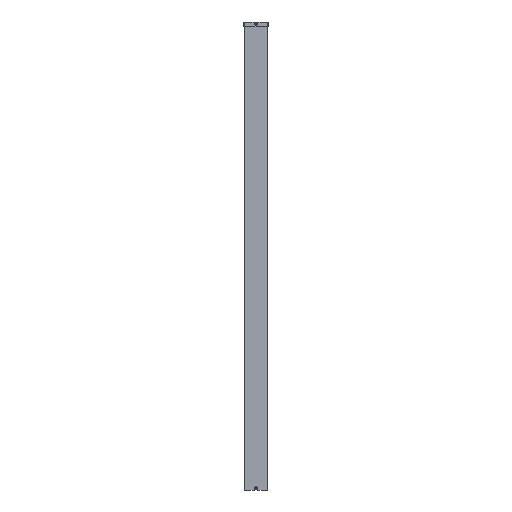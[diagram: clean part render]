
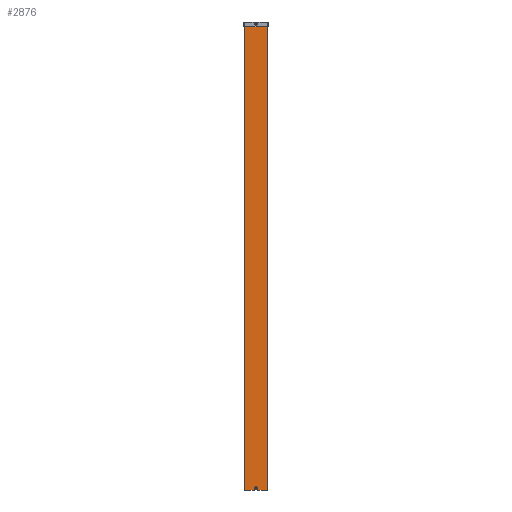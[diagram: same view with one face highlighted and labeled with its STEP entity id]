
A CAD part, front view. The second image highlights one B-rep face of the part: STEP entity #2876.
In plain terms, the highlighted planar face has unit normal (0, -1, 0).
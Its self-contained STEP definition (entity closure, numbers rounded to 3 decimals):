
#13 = ORIENTED_EDGE ( 'NONE', *, *, #7869, .F. ) ;
#49 = DIRECTION ( 'NONE',  ( -1., 0., 0. ) ) ;
#74 = CARTESIAN_POINT ( 'NONE',  ( 0., 0., -2955. ) ) ;
#103 = DIRECTION ( 'NONE',  ( 1., 0., 0. ) ) ;
#154 = DIRECTION ( 'NONE',  ( 0., 1., 0. ) ) ;
#204 = EDGE_CURVE ( 'NONE', #3237, #6564, #5386, .T. ) ;
#243 = AXIS2_PLACEMENT_3D ( 'NONE', #74, #154, #49 ) ;
#416 = DIRECTION ( 'NONE',  ( 0., 0., 1. ) ) ;
#510 = VECTOR ( 'NONE', #103, 1000. ) ;
#513 = EDGE_CURVE ( 'NONE', #6491, #4812, #2179, .T. ) ;
#542 = DIRECTION ( 'NONE',  ( 0.707, 0., 0.707 ) ) ;
#565 = AXIS2_PLACEMENT_3D ( 'NONE', #7204, #3503, #7818 ) ;
#589 = DIRECTION ( 'NONE',  ( 1., 0., 0. ) ) ;
#616 = ORIENTED_EDGE ( 'NONE', *, *, #5900, .T. ) ;
#637 = CARTESIAN_POINT ( 'NONE',  ( -74., 0., 0. ) ) ;
#785 = VERTEX_POINT ( 'NONE', #5753 ) ;
#794 = VECTOR ( 'NONE', #5677, 1000. ) ;
#888 = EDGE_CURVE ( 'NONE', #1980, #1306, #7382, .T. ) ;
#904 = AXIS2_PLACEMENT_3D ( 'NONE', #3228, #4631, #922 ) ;
#920 = DIRECTION ( 'NONE',  ( 1., 0., 0. ) ) ;
#922 = DIRECTION ( 'NONE',  ( 1., 0., 0. ) ) ;
#938 = CARTESIAN_POINT ( 'NONE',  ( -75., 0., -2968.5 ) ) ;
#1053 = EDGE_CURVE ( 'NONE', #2240, #785, #1479, .T. ) ;
#1080 = CARTESIAN_POINT ( 'NONE',  ( -74., 0., -2969. ) ) ;
#1131 = ORIENTED_EDGE ( 'NONE', *, *, #204, .T. ) ;
#1167 = VECTOR ( 'NONE', #589, 1000. ) ;
#1223 = CARTESIAN_POINT ( 'NONE',  ( -75., 0., -2969. ) ) ;
#1306 = VERTEX_POINT ( 'NONE', #7423 ) ;
#1433 = ORIENTED_EDGE ( 'NONE', *, *, #888, .T. ) ;
#1460 = CIRCLE ( 'NONE', #6176, 7.3 ) ;
#1479 = CIRCLE ( 'NONE', #243, 7.3 ) ;
#1629 = LINE ( 'NONE', #4900, #4924 ) ;
#1689 = CARTESIAN_POINT ( 'NONE',  ( 10.854, 0., -2968.646 ) ) ;
#1733 = EDGE_LOOP ( 'NONE', ( #2057, #616 ) ) ;
#1761 = CARTESIAN_POINT ( 'NONE',  ( 0., 0., -2955. ) ) ;
#1980 = VERTEX_POINT ( 'NONE', #1689 ) ;
#2057 = ORIENTED_EDGE ( 'NONE', *, *, #1053, .T. ) ;
#2067 = EDGE_CURVE ( 'NONE', #5344, #6491, #6494, .T. ) ;
#2154 = VERTEX_POINT ( 'NONE', #2347 ) ;
#2179 = LINE ( 'NONE', #7779, #510 ) ;
#2181 = ORIENTED_EDGE ( 'NONE', *, *, #3905, .T. ) ;
#2240 = VERTEX_POINT ( 'NONE', #6613 ) ;
#2264 = CIRCLE ( 'NONE', #2489, 0.5 ) ;
#2278 = DIRECTION ( 'NONE',  ( 0., 1., 0. ) ) ;
#2314 = EDGE_LOOP ( 'NONE', ( #1433, #4001, #2181, #4757, #13, #5609, #3367, #6531, #1131, #6937, #4557, #3867, #2502 ) ) ;
#2347 = CARTESIAN_POINT ( 'NONE',  ( 11.414, 0., -2969. ) ) ;
#2350 = VERTEX_POINT ( 'NONE', #4696 ) ;
#2391 = DIRECTION ( 'NONE',  ( -1., 0., 0. ) ) ;
#2401 = CARTESIAN_POINT ( 'NONE',  ( -74., 0., 0. ) ) ;
#2447 = EDGE_CURVE ( 'NONE', #4501, #2350, #6201, .T. ) ;
#2489 = AXIS2_PLACEMENT_3D ( 'NONE', #5955, #2278, #6571 ) ;
#2502 = ORIENTED_EDGE ( 'NONE', *, *, #7719, .T. ) ;
#2534 = CARTESIAN_POINT ( 'NONE',  ( 74., 0., 0. ) ) ;
#2814 = LINE ( 'NONE', #6786, #5898 ) ;
#2826 = EDGE_CURVE ( 'NONE', #1306, #2154, #6071, .T. ) ;
#2876 = ADVANCED_FACE ( 'NONE', ( #4028, #5497 ), #7043, .T. ) ;
#2927 = VECTOR ( 'NONE', #920, 1000. ) ;
#2995 = EDGE_CURVE ( 'NONE', #6564, #6618, #1629, .T. ) ;
#3009 = LINE ( 'NONE', #1223, #1167 ) ;
#3061 = CARTESIAN_POINT ( 'NONE',  ( -75., 0., -2969. ) ) ;
#3228 = CARTESIAN_POINT ( 'NONE',  ( 75., 0., -2969. ) ) ;
#3237 = VERTEX_POINT ( 'NONE', #5036 ) ;
#3367 = ORIENTED_EDGE ( 'NONE', *, *, #2067, .F. ) ;
#3449 = CARTESIAN_POINT ( 'NONE',  ( 0., 0., 0. ) ) ;
#3503 = DIRECTION ( 'NONE',  ( 0., 1., 0. ) ) ;
#3867 = ORIENTED_EDGE ( 'NONE', *, *, #2447, .T. ) ;
#3905 = EDGE_CURVE ( 'NONE', #2154, #5110, #4241, .T. ) ;
#3959 = AXIS2_PLACEMENT_3D ( 'NONE', #7870, #7900, #7921 ) ;
#4001 = ORIENTED_EDGE ( 'NONE', *, *, #2826, .T. ) ;
#4028 = FACE_BOUND ( 'NONE', #1733, .T. ) ;
#4241 = LINE ( 'NONE', #3061, #5686 ) ;
#4501 = VERTEX_POINT ( 'NONE', #6457 ) ;
#4557 = ORIENTED_EDGE ( 'NONE', *, *, #5736, .T. ) ;
#4561 = CARTESIAN_POINT ( 'NONE',  ( -11.414, 0., -2968.5 ) ) ;
#4615 = DIRECTION ( 'NONE',  ( 0., -1., 0. ) ) ;
#4631 = DIRECTION ( 'NONE',  ( 0., -1., 0. ) ) ;
#4632 = DIRECTION ( 'NONE',  ( 1., 0., 0. ) ) ;
#4696 = CARTESIAN_POINT ( 'NONE',  ( 10.5, 0., -2968.5 ) ) ;
#4757 = ORIENTED_EDGE ( 'NONE', *, *, #6404, .T. ) ;
#4812 = VERTEX_POINT ( 'NONE', #3449 ) ;
#4880 = VECTOR ( 'NONE', #416, 1000. ) ;
#4900 = CARTESIAN_POINT ( 'NONE',  ( -11.207, 0., -2969. ) ) ;
#4924 = VECTOR ( 'NONE', #542, 1000. ) ;
#4966 = DIRECTION ( 'NONE',  ( 1., 0., 0. ) ) ;
#5036 = CARTESIAN_POINT ( 'NONE',  ( -11.414, 0., -2969. ) ) ;
#5110 = VERTEX_POINT ( 'NONE', #7953 ) ;
#5228 = CARTESIAN_POINT ( 'NONE',  ( -11.061, 0., -2968.854 ) ) ;
#5344 = VERTEX_POINT ( 'NONE', #7689 ) ;
#5386 = CIRCLE ( 'NONE', #5709, 0.5 ) ;
#5440 = VECTOR ( 'NONE', #5490, 1000. ) ;
#5490 = DIRECTION ( 'NONE',  ( 1., 0., 0. ) ) ;
#5497 = FACE_OUTER_BOUND ( 'NONE', #2314, .T. ) ;
#5609 = ORIENTED_EDGE ( 'NONE', *, *, #513, .F. ) ;
#5677 = DIRECTION ( 'NONE',  ( 0.707, 0., -0.707 ) ) ;
#5686 = VECTOR ( 'NONE', #4966, 1000. ) ;
#5709 = AXIS2_PLACEMENT_3D ( 'NONE', #4561, #4615, #4632 ) ;
#5736 = EDGE_CURVE ( 'NONE', #6618, #4501, #2264, .T. ) ;
#5753 = CARTESIAN_POINT ( 'NONE',  ( 7.3, 0., -2955. ) ) ;
#5867 = CARTESIAN_POINT ( 'NONE',  ( 11.207, 0., -2969. ) ) ;
#5898 = VECTOR ( 'NONE', #7403, 1000. ) ;
#5900 = EDGE_CURVE ( 'NONE', #785, #2240, #1460, .T. ) ;
#5955 = CARTESIAN_POINT ( 'NONE',  ( -10.5, 0., -2969. ) ) ;
#6066 = DIRECTION ( 'NONE',  ( 0., 1., 0. ) ) ;
#6071 = CIRCLE ( 'NONE', #3959, 0.5 ) ;
#6176 = AXIS2_PLACEMENT_3D ( 'NONE', #1761, #6066, #2391 ) ;
#6201 = LINE ( 'NONE', #938, #2927 ) ;
#6387 = EDGE_CURVE ( 'NONE', #5344, #3237, #3009, .T. ) ;
#6404 = EDGE_CURVE ( 'NONE', #5110, #7097, #2814, .T. ) ;
#6457 = CARTESIAN_POINT ( 'NONE',  ( -10.5, 0., -2968.5 ) ) ;
#6491 = VERTEX_POINT ( 'NONE', #637 ) ;
#6494 = LINE ( 'NONE', #1080, #4880 ) ;
#6531 = ORIENTED_EDGE ( 'NONE', *, *, #6387, .T. ) ;
#6564 = VERTEX_POINT ( 'NONE', #5228 ) ;
#6571 = DIRECTION ( 'NONE',  ( -1., 0., 0. ) ) ;
#6580 = CIRCLE ( 'NONE', #565, 0.5 ) ;
#6613 = CARTESIAN_POINT ( 'NONE',  ( -7.3, 0., -2955. ) ) ;
#6618 = VERTEX_POINT ( 'NONE', #7094 ) ;
#6786 = CARTESIAN_POINT ( 'NONE',  ( 74., 0., -2969. ) ) ;
#6937 = ORIENTED_EDGE ( 'NONE', *, *, #2995, .T. ) ;
#7043 = PLANE ( 'NONE',  #904 ) ;
#7051 = LINE ( 'NONE', #2401, #5440 ) ;
#7094 = CARTESIAN_POINT ( 'NONE',  ( -10.854, 0., -2968.646 ) ) ;
#7097 = VERTEX_POINT ( 'NONE', #2534 ) ;
#7204 = CARTESIAN_POINT ( 'NONE',  ( 10.5, 0., -2969. ) ) ;
#7382 = LINE ( 'NONE', #5867, #794 ) ;
#7403 = DIRECTION ( 'NONE',  ( 0., 0., 1. ) ) ;
#7423 = CARTESIAN_POINT ( 'NONE',  ( 11.061, 0., -2968.854 ) ) ;
#7689 = CARTESIAN_POINT ( 'NONE',  ( -74., 0., -2969. ) ) ;
#7719 = EDGE_CURVE ( 'NONE', #2350, #1980, #6580, .T. ) ;
#7779 = CARTESIAN_POINT ( 'NONE',  ( 75., 0., 0. ) ) ;
#7818 = DIRECTION ( 'NONE',  ( -1., 0., 0. ) ) ;
#7869 = EDGE_CURVE ( 'NONE', #4812, #7097, #7051, .T. ) ;
#7870 = CARTESIAN_POINT ( 'NONE',  ( 11.414, 0., -2968.5 ) ) ;
#7900 = DIRECTION ( 'NONE',  ( 0., -1., 0. ) ) ;
#7921 = DIRECTION ( 'NONE',  ( 1., 0., 0. ) ) ;
#7953 = CARTESIAN_POINT ( 'NONE',  ( 74., 0., -2969. ) ) ;
